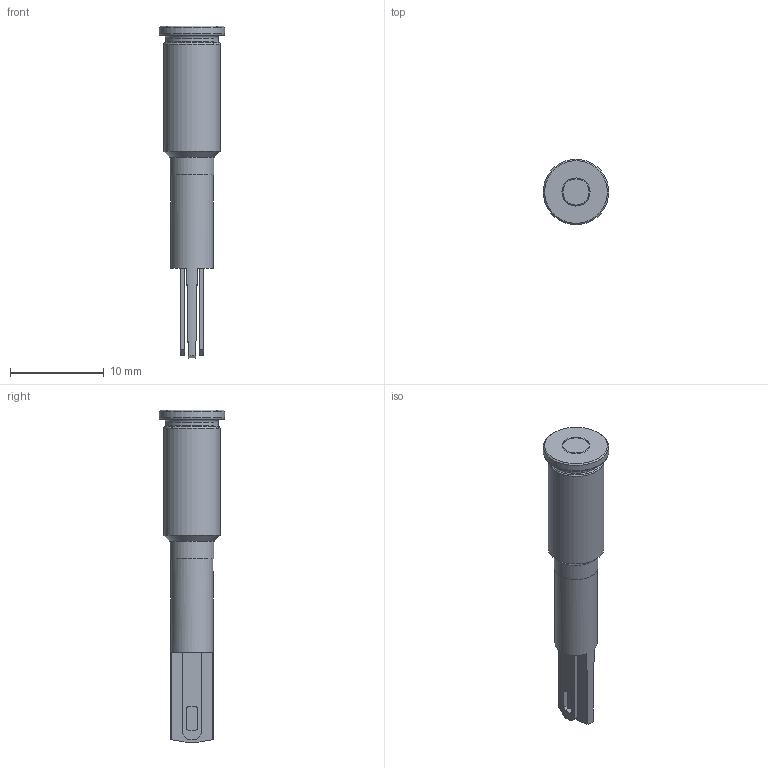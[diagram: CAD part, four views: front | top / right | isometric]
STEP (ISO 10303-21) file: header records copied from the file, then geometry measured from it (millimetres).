
FILE_DESCRIPTION((' '),'2;1');
FILE_NAME('PVL06FLxxx.stp','2017-08-02T14:39:17',(' '),(' '),' ','ACIS',' ');
FILE_SCHEMA(('CONFIG_CONTROL_DESIGN'));
Length unit declared in the file: inch
Products named in the file (1): PVL06FLxxx.stp
Bounding box: 7 x 7 x 35.47 mm (x, y, z)
Volume: 649.1 mm3; surface area: 703.9 mm2
Topology: 1 solids, 1 shells, 55 faces, 134 edges, 88 vertices
Faces by surface type: plane 30, cylinder 16, torus 4, bspline 3, cone 2
Full cylindrical faces by diameter (mm): 2.99 x1, 3 x1, 4.5 x1, 4.7 x1, 5.6 x1, 6 x1, 7 x1
Entity records: 1750 total; most frequent: CARTESIAN_POINT 386, DIRECTION 258, ORIENTED_EDGE 238, EDGE_CURVE 119, AXIS2_PLACEMENT_3D 95, VERTEX_POINT 86, EDGE_LOOP 79, VECTOR 68
